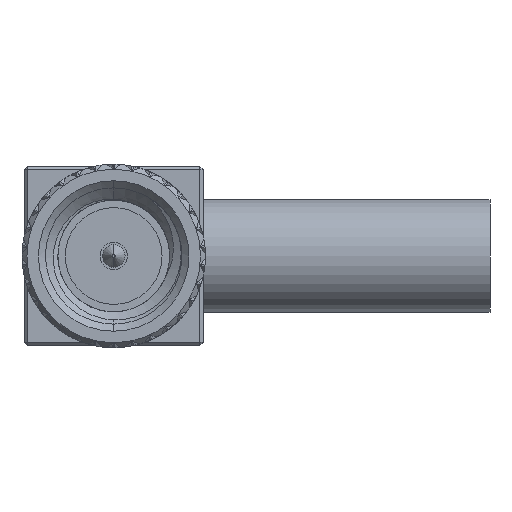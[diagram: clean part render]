
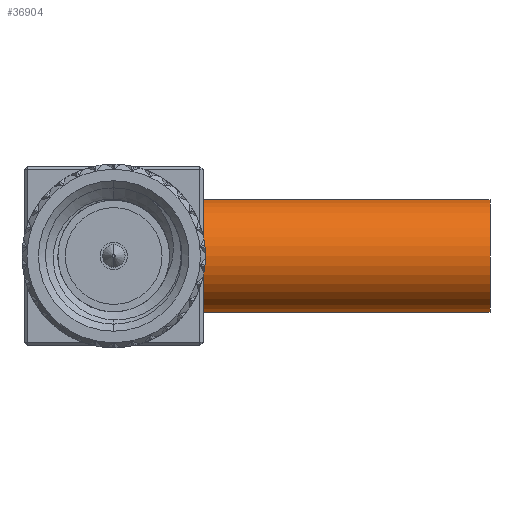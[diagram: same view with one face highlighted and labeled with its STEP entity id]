
A CAD part, left-side view. The second image highlights one B-rep face of the part: STEP entity #36904.
In plain terms, the highlighted cylindrical face has radius 2 mm (diameter 4 mm), a partial arc.
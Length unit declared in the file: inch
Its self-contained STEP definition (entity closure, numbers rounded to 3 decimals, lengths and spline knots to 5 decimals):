
#1142 = VERTEX_POINT ( 'NONE', #61095 ) ;
#1433 = LINE ( 'NONE', #27889, #35605 ) ;
#2061 = EDGE_CURVE ( 'NONE', #29087, #1142, #59233, .T. ) ;
#2460 = DIRECTION ( 'NONE',  ( 0., 0., -1. ) ) ;
#2559 = EDGE_LOOP ( 'NONE', ( #54222, #28845, #10399, #55560 ) ) ;
#4865 = DIRECTION ( 'NONE',  ( 0., -1., 0. ) ) ;
#6302 = CARTESIAN_POINT ( 'NONE',  ( 0., -0.525, 0.07874 ) ) ;
#10399 = ORIENTED_EDGE ( 'NONE', *, *, #51953, .T. ) ;
#11458 = CARTESIAN_POINT ( 'NONE',  ( 0., -0.125, 0. ) ) ;
#17037 = CYLINDRICAL_SURFACE ( 'NONE', #59913, 0.07874 ) ;
#22260 = CARTESIAN_POINT ( 'NONE',  ( 0., -0.525, -0.07874 ) ) ;
#24718 = AXIS2_PLACEMENT_3D ( 'NONE', #11458, #4865, #54142 ) ;
#25273 = VECTOR ( 'NONE', #43441, 39.37008 ) ;
#27889 = CARTESIAN_POINT ( 'NONE',  ( 0., -0.525, 0.07874 ) ) ;
#28845 = ORIENTED_EDGE ( 'NONE', *, *, #69581, .F. ) ;
#29087 = VERTEX_POINT ( 'NONE', #38656 ) ;
#31319 = AXIS2_PLACEMENT_3D ( 'NONE', #70423, #45225, #2460 ) ;
#35605 = VECTOR ( 'NONE', #71358, 39.37008 ) ;
#36721 = CIRCLE ( 'NONE', #24718, 0.07874 ) ;
#36904 = ADVANCED_FACE ( 'NONE', ( #49085 ), #17037, .T. ) ;
#38656 = CARTESIAN_POINT ( 'NONE',  ( 0., -0.525, -0.07874 ) ) ;
#41824 = CARTESIAN_POINT ( 'NONE',  ( 0., -0.525, 0. ) ) ;
#43441 = DIRECTION ( 'NONE',  ( 0., 1., 0. ) ) ;
#45225 = DIRECTION ( 'NONE',  ( 0., -1., 0. ) ) ;
#47822 = DIRECTION ( 'NONE',  ( 0., 0., 1. ) ) ;
#48092 = DIRECTION ( 'NONE',  ( 0., 1., 0. ) ) ;
#49085 = FACE_OUTER_BOUND ( 'NONE', #2559, .T. ) ;
#50516 = EDGE_CURVE ( 'NONE', #72682, #1142, #36721, .T. ) ;
#51953 = EDGE_CURVE ( 'NONE', #52591, #72682, #1433, .T. ) ;
#52591 = VERTEX_POINT ( 'NONE', #6302 ) ;
#54142 = DIRECTION ( 'NONE',  ( 0., 0., -1. ) ) ;
#54222 = ORIENTED_EDGE ( 'NONE', *, *, #2061, .F. ) ;
#54998 = CARTESIAN_POINT ( 'NONE',  ( 0., -0.125, 0.07874 ) ) ;
#55560 = ORIENTED_EDGE ( 'NONE', *, *, #50516, .T. ) ;
#59233 = LINE ( 'NONE', #22260, #25273 ) ;
#59913 = AXIS2_PLACEMENT_3D ( 'NONE', #41824, #48092, #47822 ) ;
#61095 = CARTESIAN_POINT ( 'NONE',  ( 0., -0.125, -0.07874 ) ) ;
#69581 = EDGE_CURVE ( 'NONE', #52591, #29087, #79298, .T. ) ;
#70423 = CARTESIAN_POINT ( 'NONE',  ( 0., -0.525, 0. ) ) ;
#71358 = DIRECTION ( 'NONE',  ( 0., 1., 0. ) ) ;
#72682 = VERTEX_POINT ( 'NONE', #54998 ) ;
#79298 = CIRCLE ( 'NONE', #31319, 0.07874 ) ;
